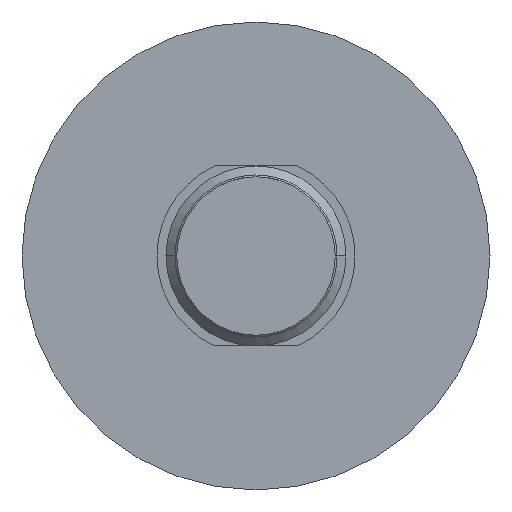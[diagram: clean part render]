
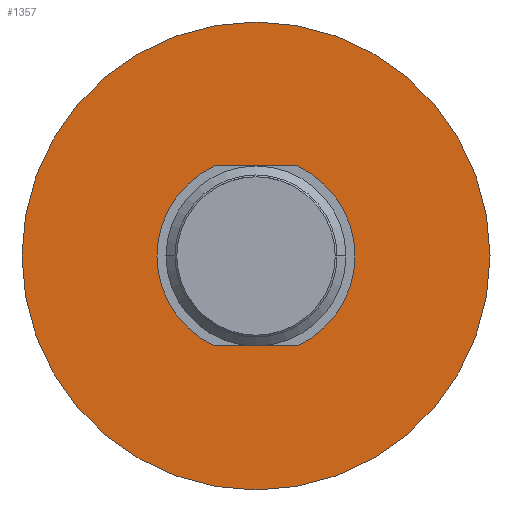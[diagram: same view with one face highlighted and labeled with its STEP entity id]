
A CAD part, front view. The second image highlights one B-rep face of the part: STEP entity #1357.
In plain terms, the highlighted planar face has unit normal (0, -1, 0).
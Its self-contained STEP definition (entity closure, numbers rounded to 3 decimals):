
#131 = ORIENTED_EDGE ( 'NONE', *, *, #1715, .F. ) ;
#315 = CARTESIAN_POINT ( 'NONE',  ( 0., 23.2, 0. ) ) ;
#330 = DIRECTION ( 'NONE',  ( 0., 0., -1. ) ) ;
#476 = DIRECTION ( 'NONE',  ( 0., 0., -1. ) ) ;
#609 = DIRECTION ( 'NONE',  ( 0., 1., 0. ) ) ;
#632 = EDGE_LOOP ( 'NONE', ( #4046, #1184 ) ) ;
#708 = AXIS2_PLACEMENT_3D ( 'NONE', #315, #2199, #2536 ) ;
#781 = AXIS2_PLACEMENT_3D ( 'NONE', #1841, #4034, #330 ) ;
#792 = CIRCLE ( 'NONE', #2590, 2. ) ;
#803 = DIRECTION ( 'NONE',  ( 0., 1., 0. ) ) ;
#1083 = CARTESIAN_POINT ( 'NONE',  ( 0., 23.2, 0. ) ) ;
#1090 = CARTESIAN_POINT ( 'NONE',  ( 0., 23.2, 6.5 ) ) ;
#1138 = CARTESIAN_POINT ( 'NONE',  ( 0., 23.2, 0. ) ) ;
#1184 = ORIENTED_EDGE ( 'NONE', *, *, #3961, .T. ) ;
#1357 = ADVANCED_FACE ( 'Defeature ausgef�hrt1_24', ( #2313, #4068 ), #1510, .F. ) ;
#1510 = PLANE ( 'NONE',  #781 ) ;
#1692 = ORIENTED_EDGE ( 'NONE', *, *, #2490, .F. ) ;
#1715 = EDGE_CURVE ( 'Defeature ausgef�hrt1_23+Defeature ausgef�hrt1_24+Defeature ausgef�hrt1_24+Defeature ausgef�hrt1_24', #2213, #1967, #1811, .T. ) ;
#1733 = CARTESIAN_POINT ( 'NONE',  ( 0., 23.2, 2. ) ) ;
#1811 = CIRCLE ( 'NONE', #3844, 6.5 ) ;
#1841 = CARTESIAN_POINT ( 'NONE',  ( -6.5, 23.2, 0. ) ) ;
#1967 = VERTEX_POINT ( 'NONE', #3208 ) ;
#2169 = CARTESIAN_POINT ( 'NONE',  ( 0., 23.2, -2. ) ) ;
#2199 = DIRECTION ( 'NONE',  ( 0., 1., 0. ) ) ;
#2213 = VERTEX_POINT ( 'NONE', #1090 ) ;
#2227 = VERTEX_POINT ( 'NONE', #1733 ) ;
#2244 = DIRECTION ( 'NONE',  ( 0., 0., -1. ) ) ;
#2313 = FACE_OUTER_BOUND ( 'NONE', #3421, .T. ) ;
#2490 = EDGE_CURVE ( 'Defeature ausgef�hrt1_23+Defeature ausgef�hrt1_24+Defeature ausgef�hrt1_24+Defeature ausgef�hrt1_24', #1967, #2213, #2701, .T. ) ;
#2536 = DIRECTION ( 'NONE',  ( 0., 0., -1. ) ) ;
#2590 = AXIS2_PLACEMENT_3D ( 'NONE', #2887, #609, #2244 ) ;
#2701 = CIRCLE ( 'NONE', #3227, 6.5 ) ;
#2767 = DIRECTION ( 'NONE',  ( 0., 0., -1. ) ) ;
#2887 = CARTESIAN_POINT ( 'NONE',  ( 0., 23.2, 0. ) ) ;
#2898 = VERTEX_POINT ( 'NONE', #2169 ) ;
#3066 = DIRECTION ( 'NONE',  ( 0., 1., 0. ) ) ;
#3208 = CARTESIAN_POINT ( 'NONE',  ( 0., 23.2, -6.5 ) ) ;
#3227 = AXIS2_PLACEMENT_3D ( 'NONE', #1083, #803, #476 ) ;
#3421 = EDGE_LOOP ( 'NONE', ( #1692, #131 ) ) ;
#3475 = EDGE_CURVE ( 'Defeature ausgef�hrt1_24+Defeature ausgef�hrt1_31+Defeature ausgef�hrt1_31+Defeature ausgef�hrt1_31', #2898, #2227, #792, .T. ) ;
#3844 = AXIS2_PLACEMENT_3D ( 'NONE', #1138, #3066, #2767 ) ;
#3869 = CIRCLE ( 'NONE', #708, 2. ) ;
#3961 = EDGE_CURVE ( 'Defeature ausgef�hrt1_24+Defeature ausgef�hrt1_31+Defeature ausgef�hrt1_31+Defeature ausgef�hrt1_31', #2227, #2898, #3869, .T. ) ;
#4034 = DIRECTION ( 'NONE',  ( 0., 1., 0. ) ) ;
#4046 = ORIENTED_EDGE ( 'NONE', *, *, #3475, .T. ) ;
#4068 = FACE_BOUND ( 'NONE', #632, .T. ) ;
